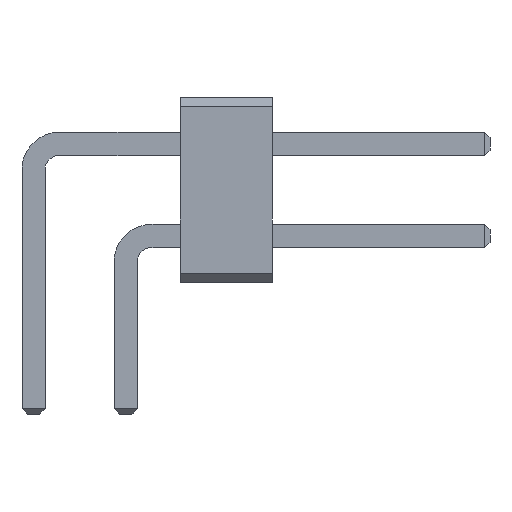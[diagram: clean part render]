
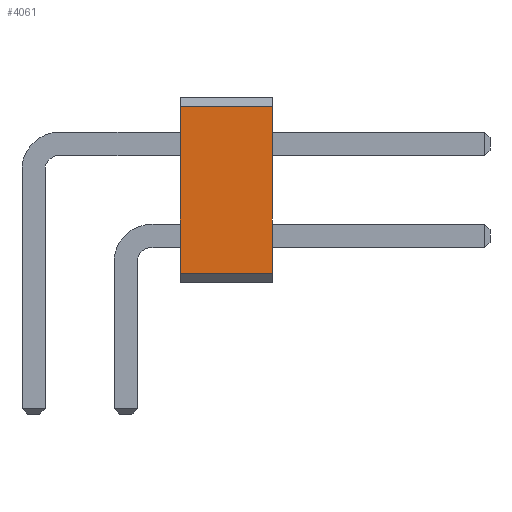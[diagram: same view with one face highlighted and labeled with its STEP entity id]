
A CAD part, front view. The second image highlights one B-rep face of the part: STEP entity #4061.
In plain terms, the highlighted planar face has unit normal (0, -1, 0).
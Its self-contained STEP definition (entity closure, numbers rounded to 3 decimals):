
#359 = VERTEX_POINT('',#360);
#360 = CARTESIAN_POINT('',(6.58,-29.21,4.83));
#366 = EDGE_CURVE('',#367,#359,#369,.T.);
#367 = VERTEX_POINT('',#368);
#368 = CARTESIAN_POINT('',(6.58,-29.21,0.25));
#369 = LINE('',#370,#371);
#370 = CARTESIAN_POINT('',(6.58,-29.21,0.));
#371 = VECTOR('',#372,1.);
#372 = DIRECTION('',(0.,0.,1.));
#1791 = VERTEX_POINT('',#1792);
#1792 = CARTESIAN_POINT('',(4.04,-29.21,0.25));
#1798 = EDGE_CURVE('',#1791,#1799,#1801,.T.);
#1799 = VERTEX_POINT('',#1800);
#1800 = CARTESIAN_POINT('',(4.04,-29.21,4.83));
#1801 = LINE('',#1802,#1803);
#1802 = CARTESIAN_POINT('',(4.04,-29.21,0.));
#1803 = VECTOR('',#1804,1.);
#1804 = DIRECTION('',(0.,0.,1.));
#4051 = EDGE_CURVE('',#367,#1791,#4052,.T.);
#4052 = LINE('',#4053,#4054);
#4053 = CARTESIAN_POINT('',(6.58,-29.21,0.25));
#4054 = VECTOR('',#4055,1.);
#4055 = DIRECTION('',(-1.,0.,0.));
#4061 = ADVANCED_FACE('',(#4062),#4073,.F.);
#4062 = FACE_BOUND('',#4063,.F.);
#4063 = EDGE_LOOP('',(#4064,#4065,#4066,#4067));
#4064 = ORIENTED_EDGE('',*,*,#366,.F.);
#4065 = ORIENTED_EDGE('',*,*,#4051,.T.);
#4066 = ORIENTED_EDGE('',*,*,#1798,.T.);
#4067 = ORIENTED_EDGE('',*,*,#4068,.F.);
#4068 = EDGE_CURVE('',#359,#1799,#4069,.T.);
#4069 = LINE('',#4070,#4071);
#4070 = CARTESIAN_POINT('',(6.58,-29.21,4.83));
#4071 = VECTOR('',#4072,1.);
#4072 = DIRECTION('',(-1.,0.,0.));
#4073 = PLANE('',#4074);
#4074 = AXIS2_PLACEMENT_3D('',#4075,#4076,#4077);
#4075 = CARTESIAN_POINT('',(6.58,-29.21,0.));
#4076 = DIRECTION('',(0.,1.,0.));
#4077 = DIRECTION('',(0.,0.,1.));
